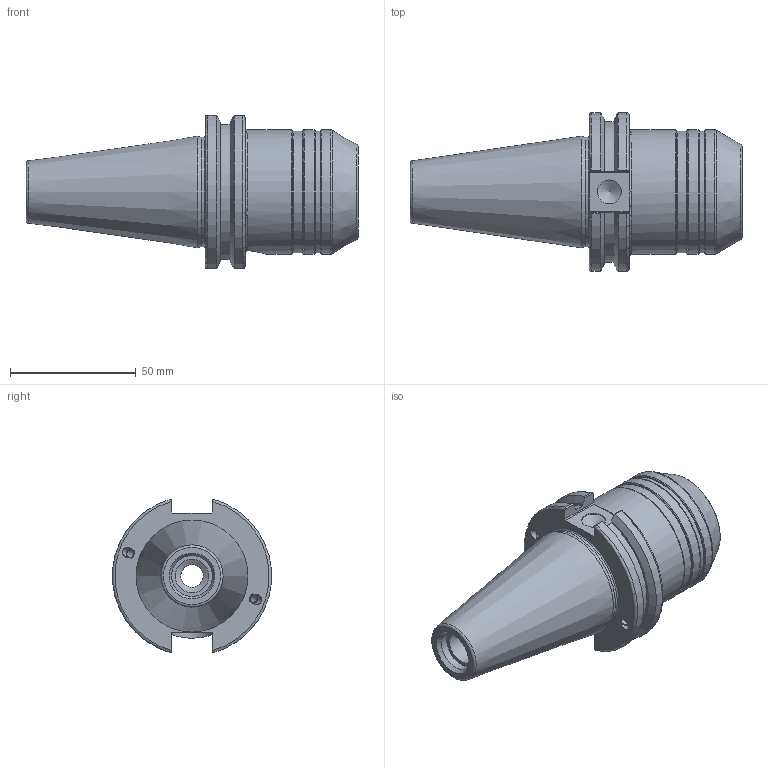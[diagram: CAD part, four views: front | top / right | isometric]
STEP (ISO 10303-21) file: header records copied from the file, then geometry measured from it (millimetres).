
FILE_DESCRIPTION(/* description */ (''),/* implementation_level */ '2;1');
FILE_NAME(/* name */ 'WK022SNR.stp',/* time_stamp */ '2024-12-31T08:40:55+09:00',/* author */ ('YSH'),/* organization */ (''),/* preprocessor_version */ 'ST-DEVELOPER v20',/* originating_system */ 'Autodesk Inventor 2025',/* authorisation */ '');
FILE_SCHEMA (('AUTOMOTIVE_DESIGN { 1 0 10303 214 3 1 1 }'));
Length unit declared in the file: millimetre
Products named in the file (1): LO-CAT40ADB-HC19.05S-64
Bounding box: 132.25 x 63.26 x 61.09 mm (x, y, z)
Volume: 169953.9 mm3; surface area: 29851.6 mm2
Topology: 1 solids, 1 shells, 104 faces, 285 edges, 185 vertices
Faces by surface type: plane 34, cylinder 31, torus 19, cone 16, bspline 4
Full cylindrical faces by diameter (mm): 3.242 x8, 4 x4, 8.917 x1, 9.525 x1, 13.386 x1, 16.3 x1, 19.05 x1, 19.4 x1, 43.6 x1, 48.5 x2, 49.5 x3
Entity records: 3789 total; most frequent: CARTESIAN_POINT 1082, DIRECTION 582, ORIENTED_EDGE 564, EDGE_CURVE 282, AXIS2_PLACEMENT_3D 247, VERTEX_POINT 185, EDGE_LOOP 119, CIRCLE 118
